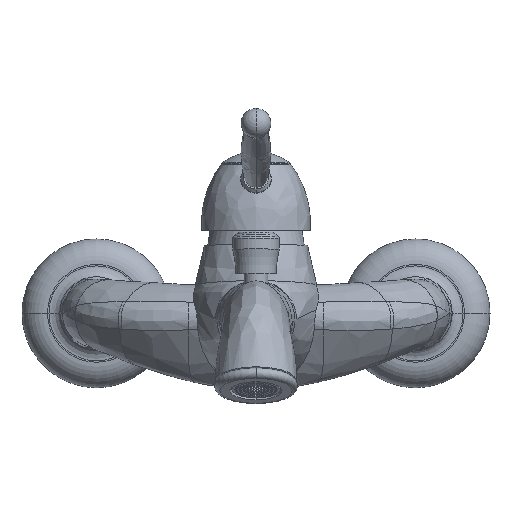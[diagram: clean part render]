
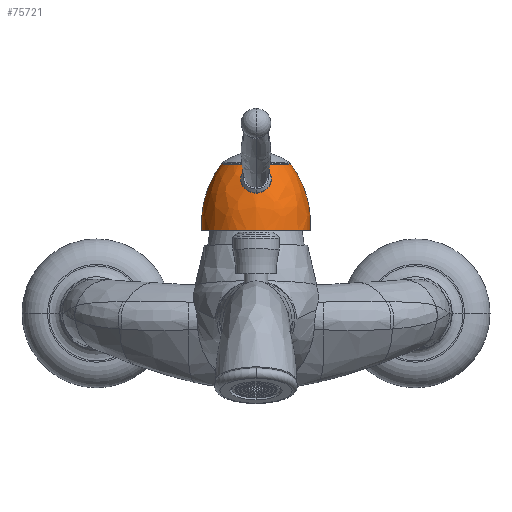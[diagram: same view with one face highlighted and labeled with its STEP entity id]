
A CAD part, top view. The second image highlights one B-rep face of the part: STEP entity #75721.
In plain terms, the highlighted free-form (B-spline) face has degree [3, 3] with [7, 4] control points.
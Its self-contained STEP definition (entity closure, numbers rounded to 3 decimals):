
#22710=CARTESIAN_POINT('',(20.379,78.338,
-0.3));
#22711=DIRECTION('',(0.,0.,-1.));
#22712=DIRECTION('',(-0.997,-0.073,0.));
#22713=AXIS2_PLACEMENT_3D('',#22710,#22711,#22712);
#22746=CARTESIAN_POINT('',(-20.379,78.338,
-0.3));
#22747=DIRECTION('',(0.,0.,1.));
#22748=DIRECTION('',(0.997,-0.073,0.));
#22749=AXIS2_PLACEMENT_3D('',#22746,#22747,#22748);
#23186=CARTESIAN_POINT('',(0.,106.,-0.3));
#23187=DIRECTION('',(0.,-1.,0.));
#23188=DIRECTION('',(1.,0.,0.));
#23189=AXIS2_PLACEMENT_3D('',#23186,#23187,#23188);
#23236=CARTESIAN_POINT('',(0.,75.,-0.3));
#23237=DIRECTION('',(0.,-1.,0.));
#23238=DIRECTION('',(1.,0.,0.));
#23239=AXIS2_PLACEMENT_3D('',#23236,#23237,#23238);
#23241=CARTESIAN_POINT('',(0.,92.362,
23.132));
#23242=CARTESIAN_POINT('',(0.411,92.362,
23.132));
#23243=CARTESIAN_POINT('',(1.232,92.451,23.081));
#23244=CARTESIAN_POINT('',(2.387,92.848,22.86));
#23245=CARTESIAN_POINT('',(3.392,93.481,22.516));
#23246=CARTESIAN_POINT('',(4.197,94.327,22.071));
#23247=CARTESIAN_POINT('',(4.731,95.316,21.574));
#23248=CARTESIAN_POINT('',(4.982,96.389,21.064));
#23249=CARTESIAN_POINT('',(4.935,97.512,20.565));
#23250=CARTESIAN_POINT('',(4.597,98.577,20.125));
#23251=CARTESIAN_POINT('',(4.039,99.497,19.771));
#23252=CARTESIAN_POINT('',(3.254,100.302,19.482));
#23253=CARTESIAN_POINT('',(2.309,100.912,19.276));
#23254=CARTESIAN_POINT('',(1.208,101.316,19.146));
#23255=CARTESIAN_POINT('',(0.406,101.412,
19.116));
#23256=CARTESIAN_POINT('',(0.,101.412,
19.116));
#23258=CARTESIAN_POINT('',(0.,101.412,
19.116));
#23259=CARTESIAN_POINT('',(-0.398,101.412,
19.116));
#23260=CARTESIAN_POINT('',(-1.186,101.319,
19.145));
#23261=CARTESIAN_POINT('',(-2.275,100.928,
19.27));
#23262=CARTESIAN_POINT('',(-3.224,100.326,
19.473));
#23263=CARTESIAN_POINT('',(-4.018,99.525,
19.76));
#23264=CARTESIAN_POINT('',(-4.591,98.592,
20.119));
#23265=CARTESIAN_POINT('',(-4.93,97.53,
20.558));
#23266=CARTESIAN_POINT('',(-4.987,96.432,
21.045));
#23267=CARTESIAN_POINT('',(-4.732,95.309,
21.578));
#23268=CARTESIAN_POINT('',(-4.19,94.318,
22.075));
#23269=CARTESIAN_POINT('',(-3.384,93.475,
22.519));
#23270=CARTESIAN_POINT('',(-2.389,92.85,
22.859));
#23271=CARTESIAN_POINT('',(-1.231,92.451,
23.081));
#23272=CARTESIAN_POINT('',(-0.411,92.362,
23.132));
#23273=CARTESIAN_POINT('',(0.,92.362,
23.132));
#32648=CARTESIAN_POINT('',(25.5,75.,-0.3));
#32649=CARTESIAN_POINT('',(16.375,106.,-0.3));
#32650=VERTEX_POINT('',#32648);
#32651=VERTEX_POINT('',#32649);
#32652=CARTESIAN_POINT('',(-25.5,75.,-0.3));
#32653=CARTESIAN_POINT('',(-16.375,106.,-0.3));
#32654=VERTEX_POINT('',#32652);
#32655=VERTEX_POINT('',#32653);
#32805=VERTEX_POINT('',#23241);
#32806=VERTEX_POINT('',#23256);
#75680=CARTESIAN_POINT('',(15.943,106.525,
-1.303));
#75681=CARTESIAN_POINT('',(23.11,97.262,
-1.754));
#75682=CARTESIAN_POINT('',(26.413,86.018,
-1.962));
#75683=CARTESIAN_POINT('',(25.397,74.342,
-1.898));
#75684=CARTESIAN_POINT('',(16.56,106.525,8.508));
#75685=CARTESIAN_POINT('',(24.005,97.262,12.468));
#75686=CARTESIAN_POINT('',(27.436,86.018,14.293));
#75687=CARTESIAN_POINT('',(26.38,74.342,13.732));
#75688=CARTESIAN_POINT('',(9.83,106.525,15.674));
#75689=CARTESIAN_POINT('',(14.25,97.262,22.856));
#75690=CARTESIAN_POINT('',(16.287,86.018,26.166));
#75691=CARTESIAN_POINT('',(15.66,74.342,25.147));
#75692=CARTESIAN_POINT('',(0.,106.525,
15.674));
#75693=CARTESIAN_POINT('',(0.,97.262,
22.856));
#75694=CARTESIAN_POINT('',(0.,86.018,
26.166));
#75695=CARTESIAN_POINT('',(0.,74.342,
25.147));
#75696=CARTESIAN_POINT('',(-9.83,106.525,
15.674));
#75697=CARTESIAN_POINT('',(-14.25,97.262,
22.856));
#75698=CARTESIAN_POINT('',(-16.287,86.018,
26.166));
#75699=CARTESIAN_POINT('',(-15.66,74.342,
25.147));
#75700=CARTESIAN_POINT('',(-16.56,106.525,
8.508));
#75701=CARTESIAN_POINT('',(-24.005,97.262,
12.468));
#75702=CARTESIAN_POINT('',(-27.436,86.018,
14.293));
#75703=CARTESIAN_POINT('',(-26.38,74.342,
13.732));
#75704=CARTESIAN_POINT('',(-15.943,106.525,
-1.303));
#75705=CARTESIAN_POINT('',(-23.11,97.262,
-1.754));
#75706=CARTESIAN_POINT('',(-26.413,86.018,
-1.962));
#75707=CARTESIAN_POINT('',(-25.397,74.342,
-1.898));
#75708=(BOUNDED_SURFACE()B_SPLINE_SURFACE(3,3,((#75680,#75681,#75682,#75683),(
#75684,#75685,#75686,#75687),(#75688,#75689,#75690,#75691),(#75692,#75693,
#75694,#75695),(#75696,#75697,#75698,#75699),(#75700,#75701,#75702,#75703),(
#75704,#75705,#75706,#75707)),.UNSPECIFIED.,.F.,.F.,.F.)B_SPLINE_SURFACE_WITH_KNOTS((4,3,4),(4,4),(0.,1.,2.),(0.,1.),.UNSPECIFIED.)GEOMETRIC_REPRESENTATION_ITEM()RATIONAL_B_SPLINE_SURFACE(((1.23,1.173,
1.173,1.23),(0.971,0.926,
0.926,0.971),(0.971,0.926,
0.926,0.971),(1.23,1.173,
1.173,1.23),(0.971,0.926,
0.926,0.971),(0.971,0.926,
0.926,0.971),(1.23,1.173,
1.173,1.23)))REPRESENTATION_ITEM('')SURFACE());
#75709=ORIENTED_EDGE('',*,*,#74818,.F.);
#75710=ORIENTED_EDGE('',*,*,#74741,.T.);
#75711=ORIENTED_EDGE('',*,*,#74813,.T.);
#75712=ORIENTED_EDGE('',*,*,#75565,.F.);
#75713=EDGE_LOOP('',(#75709,#75710,#75711,#75712));
#75714=FACE_OUTER_BOUND('',#75713,.F.);
#75716=ORIENTED_EDGE('',*,*,#75715,.T.);
#75718=ORIENTED_EDGE('',*,*,#75717,.T.);
#75719=EDGE_LOOP('',(#75716,#75718));
#75720=FACE_BOUND('',#75719,.F.);
#75721=ADVANCED_FACE('',(#75714,#75720),#75708,.T.);
#22714=CIRCLE('',#22713,46.);
#22750=CIRCLE('',#22749,46.);
#23190=CIRCLE('',#23189,16.375);
#23240=CIRCLE('',#23239,25.5);
#23257=B_SPLINE_CURVE_WITH_KNOTS('',3,(#23241,#23242,#23243,#23244,#23245,
#23246,#23247,#23248,#23249,#23250,#23251,#23252,#23253,#23254,#23255,#23256),
.UNSPECIFIED.,.F.,.F.,(4,1,1,1,1,1,1,1,1,1,1,1,1,4),(0.,0.077,
0.154,0.231,0.308,0.385,
0.462,0.538,0.615,0.692,
0.769,0.846,0.923,1.),.UNSPECIFIED.);
#23274=B_SPLINE_CURVE_WITH_KNOTS('',3,(#23258,#23259,#23260,#23261,#23262,
#23263,#23264,#23265,#23266,#23267,#23268,#23269,#23270,#23271,#23272,#23273),
.UNSPECIFIED.,.F.,.F.,(4,1,1,1,1,1,1,1,1,1,1,1,1,4),(0.,0.077,
0.154,0.231,0.308,0.385,
0.462,0.538,0.615,0.692,
0.769,0.846,0.923,1.),.UNSPECIFIED.);
#74741=EDGE_CURVE('',#32650,#32654,#23240,.T.);
#74813=EDGE_CURVE('',#32654,#32655,#22714,.T.);
#74818=EDGE_CURVE('',#32650,#32651,#22750,.T.);
#75565=EDGE_CURVE('',#32651,#32655,#23190,.T.);
#75715=EDGE_CURVE('',#32805,#32806,#23257,.T.);
#75717=EDGE_CURVE('',#32806,#32805,#23274,.T.);
